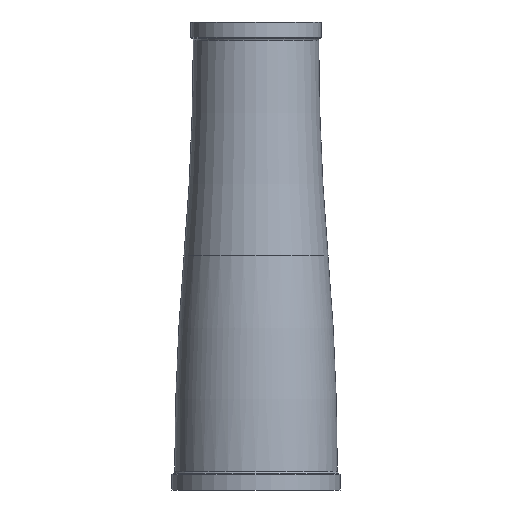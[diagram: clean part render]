
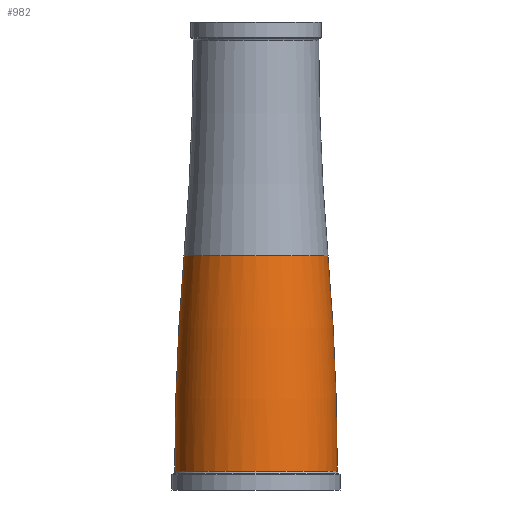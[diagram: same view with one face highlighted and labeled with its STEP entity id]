
A CAD part, left-side view. The second image highlights one B-rep face of the part: STEP entity #982.
In plain terms, the highlighted toroidal (fillet/blend) face has major radius 710.418 mm and minor radius 734.019 mm.
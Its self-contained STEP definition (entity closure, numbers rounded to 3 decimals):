
#25 = DIRECTION ( 'NONE',  ( -1., 0., 0. ) ) ;
#104 = CARTESIAN_POINT ( 'NONE',  ( 0., -20.9, 0. ) ) ;
#125 = VERTEX_POINT ( 'NONE', #683 ) ;
#135 = CIRCLE ( 'NONE', #746, 23.6 ) ;
#158 = DIRECTION ( 'NONE',  ( 0., 0., -1. ) ) ;
#186 = DIRECTION ( 'NONE',  ( 0., 0., 1. ) ) ;
#212 = EDGE_CURVE ( 'NONE', #125, #565, #722, .T. ) ;
#216 = DIRECTION ( 'NONE',  ( 1., 0., 0. ) ) ;
#254 = DIRECTION ( 'NONE',  ( 0., 0., -1. ) ) ;
#336 = ORIENTED_EDGE ( 'NONE', *, *, #942, .F. ) ;
#364 = AXIS2_PLACEMENT_3D ( 'NONE', #647, #216, #805 ) ;
#374 = VERTEX_POINT ( 'NONE', #582 ) ;
#407 = CARTESIAN_POINT ( 'NONE',  ( 0., 0., 0. ) ) ;
#426 = DIRECTION ( 'NONE',  ( 0., 1., 0. ) ) ;
#427 = EDGE_CURVE ( 'NONE', #711, #125, #1055, .T. ) ;
#490 = CARTESIAN_POINT ( 'NONE',  ( 0., 0., -62.401 ) ) ;
#507 = CARTESIAN_POINT ( 'NONE',  ( 0., 0., -62.9 ) ) ;
#531 = CARTESIAN_POINT ( 'NONE',  ( 0., -710.419, -62.9 ) ) ;
#562 = ORIENTED_EDGE ( 'NONE', *, *, #212, .T. ) ;
#565 = VERTEX_POINT ( 'NONE', #1037 ) ;
#571 = AXIS2_PLACEMENT_3D ( 'NONE', #531, #25, #186 ) ;
#582 = CARTESIAN_POINT ( 'NONE',  ( 0., -23.6, -62.401 ) ) ;
#584 = DIRECTION ( 'NONE',  ( 0., 1., 0. ) ) ;
#624 = EDGE_LOOP ( 'NONE', ( #918, #1052, #562, #336 ) ) ;
#647 = CARTESIAN_POINT ( 'NONE',  ( 0., 710.419, -62.9 ) ) ;
#683 = CARTESIAN_POINT ( 'NONE',  ( 0., 20.9, 0. ) ) ;
#703 = TOROIDAL_SURFACE ( 'NONE', #858, -710.419, 734.019 ) ;
#711 = VERTEX_POINT ( 'NONE', #104 ) ;
#722 = CIRCLE ( 'NONE', #571, 734.019 ) ;
#730 = DIRECTION ( 'NONE',  ( 0., 1., 0. ) ) ;
#746 = AXIS2_PLACEMENT_3D ( 'NONE', #490, #810, #730 ) ;
#805 = DIRECTION ( 'NONE',  ( 0., 1., 0. ) ) ;
#810 = DIRECTION ( 'NONE',  ( 0., 0., -1. ) ) ;
#811 = AXIS2_PLACEMENT_3D ( 'NONE', #407, #158, #426 ) ;
#832 = FACE_OUTER_BOUND ( 'NONE', #624, .T. ) ;
#858 = AXIS2_PLACEMENT_3D ( 'NONE', #507, #254, #584 ) ;
#859 = EDGE_CURVE ( 'NONE', #711, #374, #1043, .T. ) ;
#918 = ORIENTED_EDGE ( 'NONE', *, *, #859, .F. ) ;
#942 = EDGE_CURVE ( 'NONE', #374, #565, #135, .T. ) ;
#982 = ADVANCED_FACE ( 'NONE', ( #832 ), #703, .T. ) ;
#1037 = CARTESIAN_POINT ( 'NONE',  ( 0., 23.6, -62.401 ) ) ;
#1043 = CIRCLE ( 'NONE', #364, 734.019 ) ;
#1052 = ORIENTED_EDGE ( 'NONE', *, *, #427, .T. ) ;
#1055 = CIRCLE ( 'NONE', #811, 20.9 ) ;
